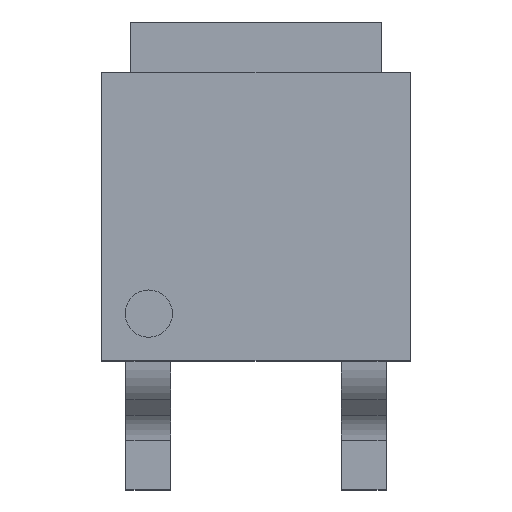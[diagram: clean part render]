
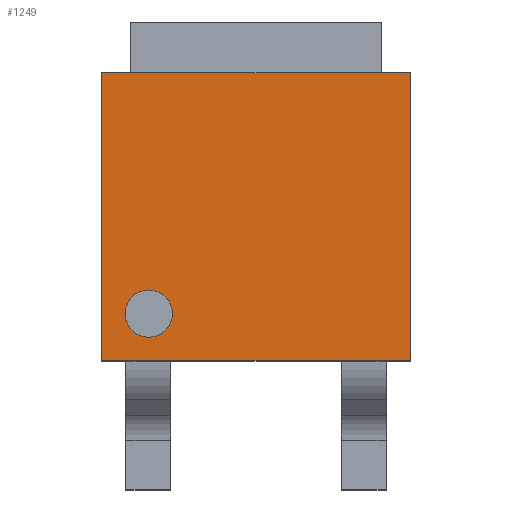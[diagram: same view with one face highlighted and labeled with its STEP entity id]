
A CAD part, top view. The second image highlights one B-rep face of the part: STEP entity #1249.
In plain terms, the highlighted planar face has unit normal (0, 0, 1).
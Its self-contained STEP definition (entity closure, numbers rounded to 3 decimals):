
#1066 = VERTEX_POINT('',#1067);
#1067 = CARTESIAN_POINT('',(3.27,-2.223,2.38));
#1073 = EDGE_CURVE('',#1074,#1066,#1076,.T.);
#1074 = VERTEX_POINT('',#1075);
#1075 = CARTESIAN_POINT('',(-3.27,-2.223,2.38));
#1076 = LINE('',#1077,#1078);
#1077 = CARTESIAN_POINT('',(-3.27,-2.223,2.38));
#1078 = VECTOR('',#1079,1.);
#1079 = DIRECTION('',(1.,0.,0.));
#1098 = VERTEX_POINT('',#1099);
#1099 = CARTESIAN_POINT('',(-2.27,-1.723,2.38));
#1105 = EDGE_CURVE('',#1106,#1098,#1108,.T.);
#1106 = VERTEX_POINT('',#1107);
#1107 = CARTESIAN_POINT('',(-2.27,-0.723,2.38));
#1108 = CIRCLE('',#1109,0.5);
#1109 = AXIS2_PLACEMENT_3D('',#1110,#1111,#1112);
#1110 = CARTESIAN_POINT('',(-2.27,-1.223,2.38));
#1111 = DIRECTION('',(0.,0.,1.));
#1112 = DIRECTION('',(0.,-1.,0.));
#1146 = EDGE_CURVE('',#1074,#1147,#1149,.T.);
#1147 = VERTEX_POINT('',#1148);
#1148 = CARTESIAN_POINT('',(-3.27,3.873,2.38));
#1149 = LINE('',#1150,#1151);
#1150 = CARTESIAN_POINT('',(-3.27,-2.223,2.38));
#1151 = VECTOR('',#1152,1.);
#1152 = DIRECTION('',(0.,1.,0.));
#1177 = VERTEX_POINT('',#1178);
#1178 = CARTESIAN_POINT('',(3.27,3.873,2.38));
#1184 = EDGE_CURVE('',#1066,#1177,#1185,.T.);
#1185 = LINE('',#1186,#1187);
#1186 = CARTESIAN_POINT('',(3.27,-2.223,2.38));
#1187 = VECTOR('',#1188,1.);
#1188 = DIRECTION('',(0.,1.,0.));
#1216 = EDGE_CURVE('',#1147,#1177,#1217,.T.);
#1217 = LINE('',#1218,#1219);
#1218 = CARTESIAN_POINT('',(-3.27,3.873,2.38));
#1219 = VECTOR('',#1220,1.);
#1220 = DIRECTION('',(1.,0.,0.));
#1249 = ADVANCED_FACE('',(#1250,#1260),#1266,.F.);
#1250 = FACE_BOUND('',#1251,.T.);
#1251 = EDGE_LOOP('',(#1252,#1259));
#1252 = ORIENTED_EDGE('',*,*,#1253,.F.);
#1253 = EDGE_CURVE('',#1098,#1106,#1254,.T.);
#1254 = CIRCLE('',#1255,0.5);
#1255 = AXIS2_PLACEMENT_3D('',#1256,#1257,#1258);
#1256 = CARTESIAN_POINT('',(-2.27,-1.223,2.38));
#1257 = DIRECTION('',(0.,0.,1.));
#1258 = DIRECTION('',(0.,-1.,0.));
#1259 = ORIENTED_EDGE('',*,*,#1105,.F.);
#1260 = FACE_BOUND('',#1261,.T.);
#1261 = EDGE_LOOP('',(#1262,#1263,#1264,#1265));
#1262 = ORIENTED_EDGE('',*,*,#1146,.F.);
#1263 = ORIENTED_EDGE('',*,*,#1073,.T.);
#1264 = ORIENTED_EDGE('',*,*,#1184,.T.);
#1265 = ORIENTED_EDGE('',*,*,#1216,.F.);
#1266 = PLANE('',#1267);
#1267 = AXIS2_PLACEMENT_3D('',#1268,#1269,#1270);
#1268 = CARTESIAN_POINT('',(0.,0.,2.38));
#1269 = DIRECTION('',(0.,0.,-1.));
#1270 = DIRECTION('',(0.,1.,0.));
